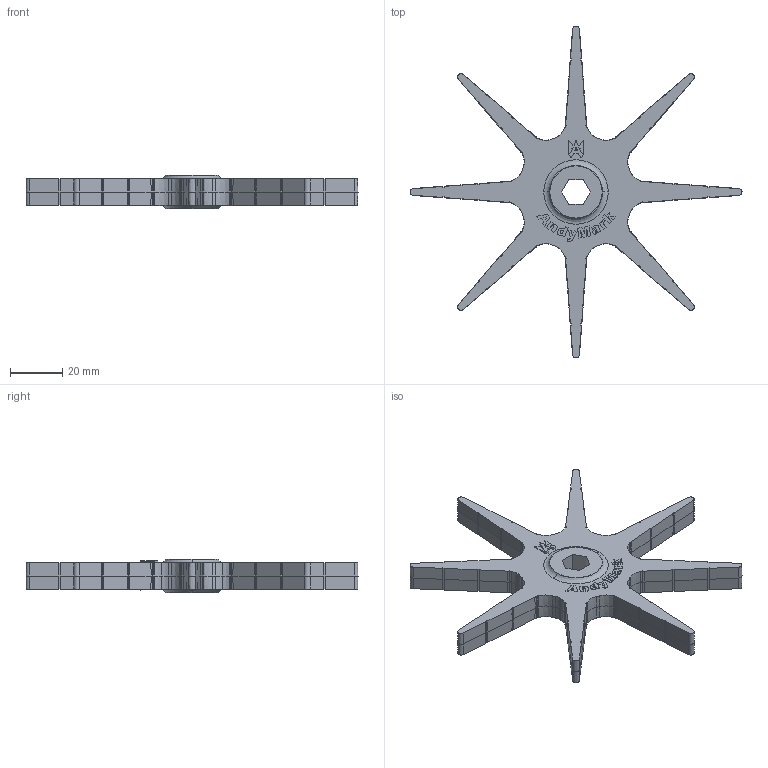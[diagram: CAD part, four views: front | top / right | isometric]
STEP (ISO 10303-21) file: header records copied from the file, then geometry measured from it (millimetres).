
FILE_DESCRIPTION (( 'STEP AP214' ), '1' );
FILE_NAME ('am-5124 5IN 375IN Hex Bore Compliant Star.STEP', '2024-01-09T19:38:10', ( '' ), ( '' ), 'SwSTEP 2.0', 'SolidWorks 2024', '' );
FILE_SCHEMA (( 'AUTOMOTIVE_DESIGN' ));
Length unit declared in the file: inch
Products named in the file (3): Compliant Star 0.5IN x 5IN; am-5124 5IN 375IN Hex Bore Compliant Star; am-3947-500 375H x 500IN Spacer
Assembly tree (2 placements, depth 2):
  am-5124 5IN 375IN Hex Bore Compliant Star
    am-3947-500 375H x 500IN Spacer
    Compliant Star 0.5IN x 5IN
Bounding box: 127.18 x 127.18 x 12.7 mm (x, y, z)
Volume: 34752.9 mm3; surface area: 16478.2 mm2
Topology: 3 solids, 3 shells, 1383 faces, 3891 edges, 2298 vertices
Faces by surface type: cone 804, plane 307, bspline 238, cylinder 30, torus 4
Entity records: 50292 total; most frequent: CARTESIAN_POINT 17114, ORIENTED_EDGE 7302, DIRECTION 6439, EDGE_CURVE 3651, AXIS2_PLACEMENT_3D 2307, VERTEX_POINT 2298, LINE 1825, VECTOR 1825
